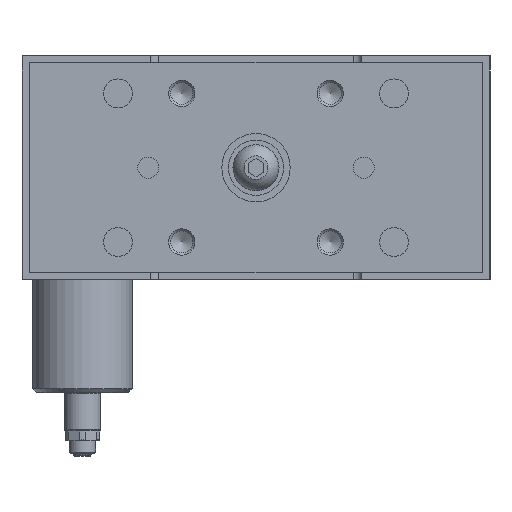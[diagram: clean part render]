
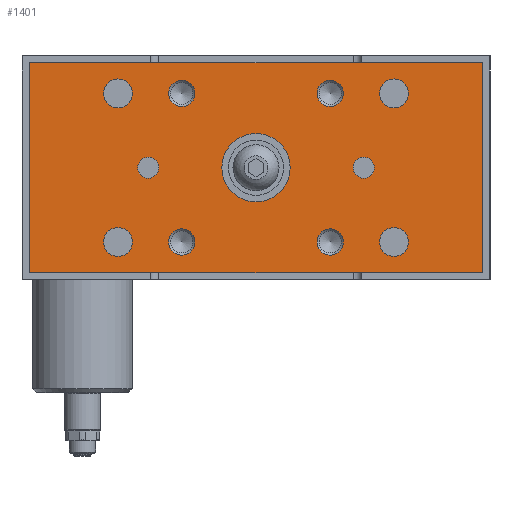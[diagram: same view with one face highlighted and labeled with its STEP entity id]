
A CAD part, left-side view. The second image highlights one B-rep face of the part: STEP entity #1401.
In plain terms, the highlighted planar face has unit normal (-1, 0, 0).
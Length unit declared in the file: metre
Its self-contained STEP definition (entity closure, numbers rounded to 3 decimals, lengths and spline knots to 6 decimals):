
#1401 = ADVANCED_FACE( '', ( #3104, #3105, #3106, #3107, #3108, #3109, #3110, #3111, #3112, #3113, #3114, #3115 ), #3116, .F. );
#3104 = FACE_BOUND( '', #4904, .T. );
#3105 = FACE_BOUND( '', #4905, .T. );
#3106 = FACE_BOUND( '', #4906, .T. );
#3107 = FACE_BOUND( '', #4907, .T. );
#3108 = FACE_BOUND( '', #4908, .T. );
#3109 = FACE_BOUND( '', #4909, .T. );
#3110 = FACE_BOUND( '', #4910, .T. );
#3111 = FACE_BOUND( '', #4911, .T. );
#3112 = FACE_BOUND( '', #4912, .T. );
#3113 = FACE_BOUND( '', #4913, .T. );
#3114 = FACE_BOUND( '', #4914, .T. );
#3115 = FACE_OUTER_BOUND( '', #4915, .T. );
#3116 = PLANE( '', #4916 );
#4904 = EDGE_LOOP( '', ( #8462 ) );
#4905 = EDGE_LOOP( '', ( #8463 ) );
#4906 = EDGE_LOOP( '', ( #8464 ) );
#4907 = EDGE_LOOP( '', ( #8465 ) );
#4908 = EDGE_LOOP( '', ( #8466 ) );
#4909 = EDGE_LOOP( '', ( #8467 ) );
#4910 = EDGE_LOOP( '', ( #8468 ) );
#4911 = EDGE_LOOP( '', ( #8469 ) );
#4912 = EDGE_LOOP( '', ( #8470 ) );
#4913 = EDGE_LOOP( '', ( #8471 ) );
#4914 = EDGE_LOOP( '', ( #8472 ) );
#4915 = EDGE_LOOP( '', ( #8473, #8474, #8475, #8476 ) );
#4916 = AXIS2_PLACEMENT_3D( '', #8477, #8478, #8479 );
#8462 = ORIENTED_EDGE( '', *, *, #9943, .T. );
#8463 = ORIENTED_EDGE( '', *, *, #9262, .T. );
#8464 = ORIENTED_EDGE( '', *, *, #10198, .F. );
#8465 = ORIENTED_EDGE( '', *, *, #9940, .F. );
#8466 = ORIENTED_EDGE( '', *, *, #9865, .T. );
#8467 = ORIENTED_EDGE( '', *, *, #9395, .T. );
#8468 = ORIENTED_EDGE( '', *, *, #9882, .T. );
#8469 = ORIENTED_EDGE( '', *, *, #9527, .T. );
#8470 = ORIENTED_EDGE( '', *, *, #8926, .T. );
#8471 = ORIENTED_EDGE( '', *, *, #10199, .T. );
#8472 = ORIENTED_EDGE( '', *, *, #9159, .T. );
#8473 = ORIENTED_EDGE( '', *, *, #10062, .T. );
#8474 = ORIENTED_EDGE( '', *, *, #8954, .T. );
#8475 = ORIENTED_EDGE( '', *, *, #9370, .T. );
#8476 = ORIENTED_EDGE( '', *, *, #9375, .T. );
#8477 = CARTESIAN_POINT( '', ( -0.037, 0.086, -0.0025 ) );
#8478 = DIRECTION( '', ( 1., 0., 0. ) );
#8479 = DIRECTION( '', ( 0., 0., 1. ) );
#8926 = EDGE_CURVE( '', #10367, #10367, #10368, .T. );
#8954 = EDGE_CURVE( '', #10416, #10414, #10417, .T. );
#9159 = EDGE_CURVE( '', #10760, #10760, #10761, .T. );
#9262 = EDGE_CURVE( '', #10920, #10920, #10921, .T. );
#9370 = EDGE_CURVE( '', #10414, #11093, #11095, .T. );
#9375 = EDGE_CURVE( '', #11093, #11100, #11102, .T. );
#9395 = EDGE_CURVE( '', #11134, #11134, #11135, .T. );
#9527 = EDGE_CURVE( '', #11342, #11342, #11343, .T. );
#9865 = EDGE_CURVE( '', #11830, #11830, #11831, .T. );
#9882 = EDGE_CURVE( '', #11852, #11852, #11853, .T. );
#9940 = EDGE_CURVE( '', #11932, #11932, #11933, .T. );
#9943 = EDGE_CURVE( '', #11936, #11936, #11937, .T. );
#10062 = EDGE_CURVE( '', #11100, #10416, #12086, .T. );
#10198 = EDGE_CURVE( '', #12237, #12237, #12238, .T. );
#10199 = EDGE_CURVE( '', #12239, #12239, #12240, .T. );
#10367 = VERTEX_POINT( '', #12428 );
#10368 = CIRCLE( '', #12429, 0.0055 );
#10414 = VERTEX_POINT( '', #12491 );
#10416 = VERTEX_POINT( '', #12494 );
#10417 = LINE( '', #12495, #12496 );
#10760 = VERTEX_POINT( '', #13297 );
#10761 = CIRCLE( '', #13298, 0.004 );
#10920 = VERTEX_POINT( '', #13615 );
#10921 = CIRCLE( '', #13616, 0.005 );
#11093 = VERTEX_POINT( '', #13996 );
#11095 = LINE( '', #13999, #14000 );
#11100 = VERTEX_POINT( '', #14005 );
#11102 = LINE( '', #14008, #14009 );
#11134 = VERTEX_POINT( '', #14047 );
#11135 = CIRCLE( '', #14048, 0.0055 );
#11342 = VERTEX_POINT( '', #14389 );
#11343 = CIRCLE( '', #14390, 0.0055 );
#11830 = VERTEX_POINT( '', #15118 );
#11831 = CIRCLE( '', #15119, 0.005 );
#11852 = VERTEX_POINT( '', #15141 );
#11853 = CIRCLE( '', #15142, 0.0055 );
#11932 = VERTEX_POINT( '', #15327 );
#11933 = CIRCLE( '', #15328, 0.005 );
#11936 = VERTEX_POINT( '', #15331 );
#11937 = CIRCLE( '', #15332, 0.013 );
#12086 = LINE( '', #15546, #15547 );
#12237 = VERTEX_POINT( '', #15800 );
#12238 = CIRCLE( '', #15801, 0.005 );
#12239 = VERTEX_POINT( '', #15802 );
#12240 = CIRCLE( '', #15803, 0.004 );
#12428 = CARTESIAN_POINT( '', ( -0.037, -0.047, -0.07075 ) );
#12429 = AXIS2_PLACEMENT_3D( '', #15975, #15976, #15977 );
#12491 = CARTESIAN_POINT( '', ( -0.037, -0.086, -0.0825 ) );
#12494 = CARTESIAN_POINT( '', ( -0.037, 0.086, -0.0825 ) );
#12495 = CARTESIAN_POINT( '', ( -0.037, 0.086, -0.0825 ) );
#12496 = VECTOR( '', #16007, 1. );
#13297 = CARTESIAN_POINT( '', ( -0.037, -0.037, -0.0425 ) );
#13298 = AXIS2_PLACEMENT_3D( '', #16289, #16290, #16291 );
#13615 = CARTESIAN_POINT( '', ( -0.037, 0.02325, -0.01425 ) );
#13616 = AXIS2_PLACEMENT_3D( '', #16426, #16427, #16428 );
#13996 = CARTESIAN_POINT( '', ( -0.037, -0.086, -0.0025 ) );
#13999 = CARTESIAN_POINT( '', ( -0.037, -0.086, -0.0825 ) );
#14000 = VECTOR( '', #16564, 1. );
#14005 = CARTESIAN_POINT( '', ( -0.037, 0.086, -0.0025 ) );
#14008 = CARTESIAN_POINT( '', ( -0.037, -0.086, -0.0025 ) );
#14009 = VECTOR( '', #16569, 1. );
#14047 = CARTESIAN_POINT( '', ( -0.037, 0.058, -0.01425 ) );
#14048 = AXIS2_PLACEMENT_3D( '', #16597, #16598, #16599 );
#14389 = CARTESIAN_POINT( '', ( -0.037, 0.058, -0.07075 ) );
#14390 = AXIS2_PLACEMENT_3D( '', #16806, #16807, #16808 );
#15118 = CARTESIAN_POINT( '', ( -0.037, -0.02325, -0.07075 ) );
#15119 = AXIS2_PLACEMENT_3D( '', #17205, #17206, #17207 );
#15141 = CARTESIAN_POINT( '', ( -0.037, -0.047, -0.01425 ) );
#15142 = AXIS2_PLACEMENT_3D( '', #17227, #17228, #17229 );
#15327 = CARTESIAN_POINT( '', ( -0.037, 0.02325, -0.07075 ) );
#15328 = AXIS2_PLACEMENT_3D( '', #17292, #17293, #17294 );
#15331 = CARTESIAN_POINT( '', ( -0.037, 0.013, -0.0425 ) );
#15332 = AXIS2_PLACEMENT_3D( '', #17295, #17296, #17297 );
#15546 = CARTESIAN_POINT( '', ( -0.037, 0.086, -0.0025 ) );
#15547 = VECTOR( '', #17413, 1. );
#15800 = CARTESIAN_POINT( '', ( -0.037, -0.02325, -0.01425 ) );
#15801 = AXIS2_PLACEMENT_3D( '', #17516, #17517, #17518 );
#15802 = CARTESIAN_POINT( '', ( -0.037, 0.045, -0.0425 ) );
#15803 = AXIS2_PLACEMENT_3D( '', #17519, #17520, #17521 );
#15975 = CARTESIAN_POINT( '', ( -0.037, -0.0525, -0.07075 ) );
#15976 = DIRECTION( '', ( 1., 0., 0. ) );
#15977 = DIRECTION( '', ( 0., 1., 0. ) );
#16007 = DIRECTION( '', ( 0., -1., 0. ) );
#16289 = CARTESIAN_POINT( '', ( -0.037, -0.041, -0.0425 ) );
#16290 = DIRECTION( '', ( 1., 0., 0. ) );
#16291 = DIRECTION( '', ( 0., 1., 0. ) );
#16426 = CARTESIAN_POINT( '', ( -0.037, 0.02825, -0.01425 ) );
#16427 = DIRECTION( '', ( 1., 0., 0. ) );
#16428 = DIRECTION( '', ( 0., -1., 0. ) );
#16564 = DIRECTION( '', ( 0., 0., 1. ) );
#16569 = DIRECTION( '', ( 0., 1., 0. ) );
#16597 = CARTESIAN_POINT( '', ( -0.037, 0.0525, -0.01425 ) );
#16598 = DIRECTION( '', ( 1., 0., 0. ) );
#16599 = DIRECTION( '', ( 0., 1., 0. ) );
#16806 = CARTESIAN_POINT( '', ( -0.037, 0.0525, -0.07075 ) );
#16807 = DIRECTION( '', ( 1., 0., 0. ) );
#16808 = DIRECTION( '', ( 0., 1., 0. ) );
#17205 = CARTESIAN_POINT( '', ( -0.037, -0.02825, -0.07075 ) );
#17206 = DIRECTION( '', ( 1., 0., 0. ) );
#17207 = DIRECTION( '', ( 0., 1., 0. ) );
#17227 = CARTESIAN_POINT( '', ( -0.037, -0.0525, -0.01425 ) );
#17228 = DIRECTION( '', ( 1., 0., 0. ) );
#17229 = DIRECTION( '', ( 0., 1., 0. ) );
#17292 = CARTESIAN_POINT( '', ( -0.037, 0.02825, -0.07075 ) );
#17293 = DIRECTION( '', ( -1., 0., 0. ) );
#17294 = DIRECTION( '', ( 0., -1., 0. ) );
#17295 = CARTESIAN_POINT( '', ( -0.037, 0., -0.0425 ) );
#17296 = DIRECTION( '', ( 1., 0., 0. ) );
#17297 = DIRECTION( '', ( 0., 1., 0. ) );
#17413 = DIRECTION( '', ( 0., 0., -1. ) );
#17516 = CARTESIAN_POINT( '', ( -0.037, -0.02825, -0.01425 ) );
#17517 = DIRECTION( '', ( -1., 0., 0. ) );
#17518 = DIRECTION( '', ( 0., 1., 0. ) );
#17519 = CARTESIAN_POINT( '', ( -0.037, 0.041, -0.0425 ) );
#17520 = DIRECTION( '', ( 1., 0., 0. ) );
#17521 = DIRECTION( '', ( 0., 1., 0. ) );
